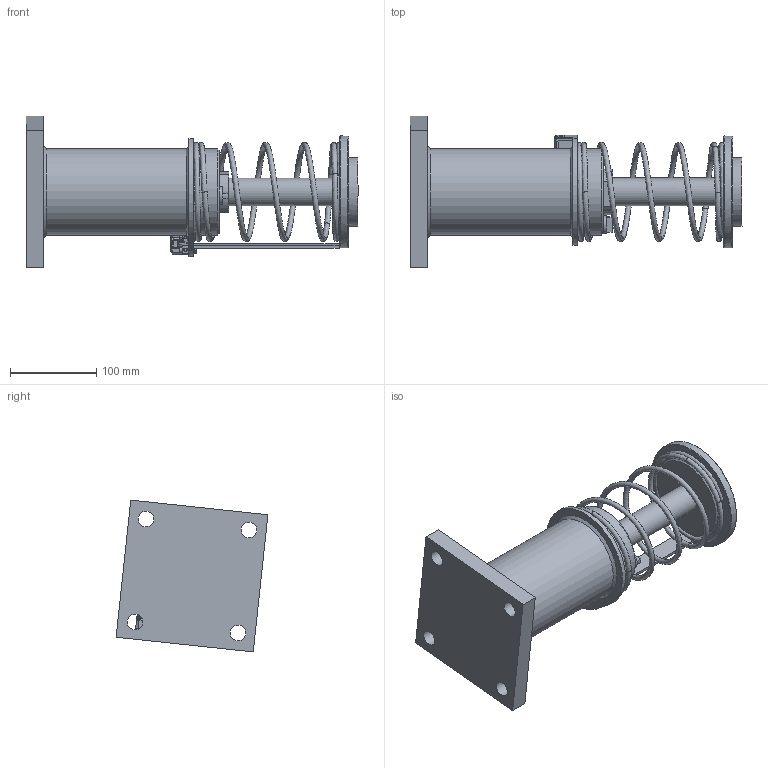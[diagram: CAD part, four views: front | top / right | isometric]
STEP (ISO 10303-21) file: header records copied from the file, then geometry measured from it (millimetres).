
FILE_DESCRIPTION(/* description */ (''),/* implementation_level */ '2;1');
FILE_NAME(/* name */ 'HPL-40-120 - Kunde.stp',/* time_stamp */ '2019-01-29T15:27:55+01:00',/* author */ ('Baecker'),/* organization */ ('Henning GmbH & Co. KG'),/* preprocessor_version */ 'ST-DEVELOPER v17.2',/* originating_system */ 'Autodesk Inventor 2019',/* authorisation */ 'Diese Zeichnung ist Eigentum der Henning GmbH & Co. KG und darf nur mit Genehmigung an dritte weitergegeben werden ');
FILE_SCHEMA (('AUTOMOTIVE_DESIGN { 1 0 10303 214 3 1 1 }'));
Length unit declared in the file: millimetre
Products named in the file (1): HPL-40-120 - Kunde
Bounding box: 385 x 176.1 x 176.1 mm (x, y, z)
Volume: 2578441.7 mm3; surface area: 250822.3 mm2
Topology: 2 solids, 10 shells, 1080 faces, 3117 edges, 2034 vertices
Faces by surface type: plane 806, cylinder 206, cone 37, torus 20, bspline 11
Full cylindrical faces by diameter (mm): 2 x2, 2.4 x2, 2.6 x2, 2.75 x1, 2.8 x1, 2.85 x4, 3.1 x3, 3.2 x2, 3.5 x5, 4 x3, 4.3 x2, 7.53 x1, 12 x1, 16 x1, 18 x5, 20 x2, 32 x1, 80 x1, 100 x3, 130 x1
Entity records: 39037 total; most frequent: CARTESIAN_POINT 9313, ORIENTED_EDGE 6186, DIRECTION 5678, EDGE_CURVE 3109, LINE 2294, VECTOR 2294, VERTEX_POINT 2030, AXIS2_PLACEMENT_3D 1692
